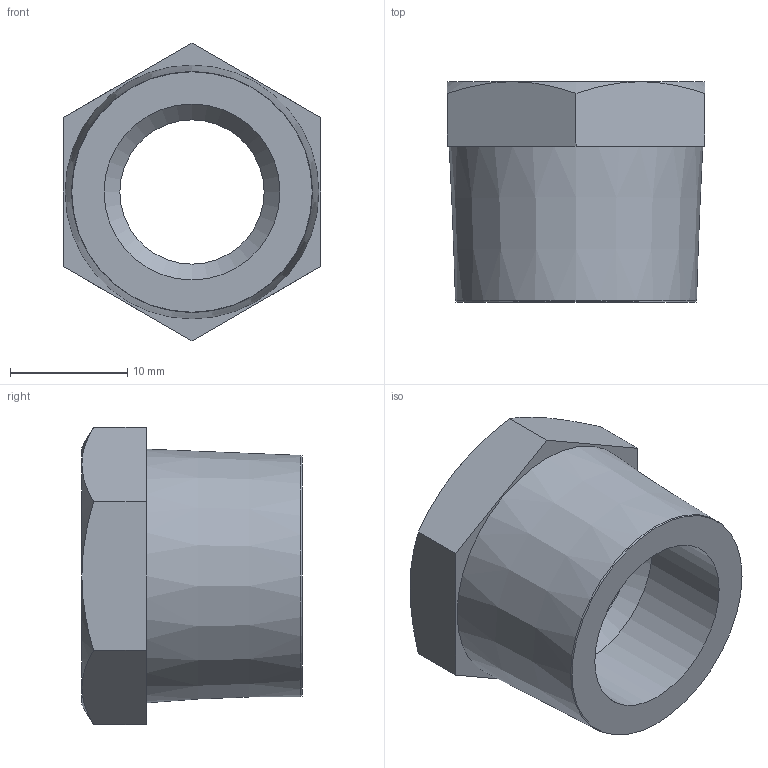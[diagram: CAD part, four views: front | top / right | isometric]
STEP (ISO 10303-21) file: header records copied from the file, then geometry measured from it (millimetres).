
FILE_DESCRIPTION(/* description */ ('Unknown'),/* implementation_level */ '2;1');
FILE_NAME(/* name */ 'A4.1;2.1;4',/* time_stamp */ '2018-10-15T15:04:23-04:00',/* author */ ('Unknown'),/* organization */ ('Unknown'),/* preprocessor_version */ 'ST-DEVELOPER v16.7',/* originating_system */ 'DEX',/* authorisation */ $);
FILE_SCHEMA (('AUTOMOTIVE_DESIGN {1 0 10303 214 3 1 1}'));
Length unit declared in the file: millimetre
Products named in the file (1): A4.1;2.1;4
Bounding box: 22 x 18.8 x 25.4 mm (x, y, z)
Volume: 4126 mm3; surface area: 2602.1 mm2
Topology: 1 solids, 1 shells, 21 faces, 46 edges, 28 vertices
Faces by surface type: cone 11, plane 9, cylinder 1
Full cylindrical faces by diameter (mm): 15 x1
Entity records: 711 total; most frequent: CARTESIAN_POINT 124, DIRECTION 84, ORIENTED_EDGE 76, EDGE_CURVE 38, AXIS2_PLACEMENT_3D 36, EDGE_LOOP 30, FACE_BOUND 30, VERTEX_POINT 26
